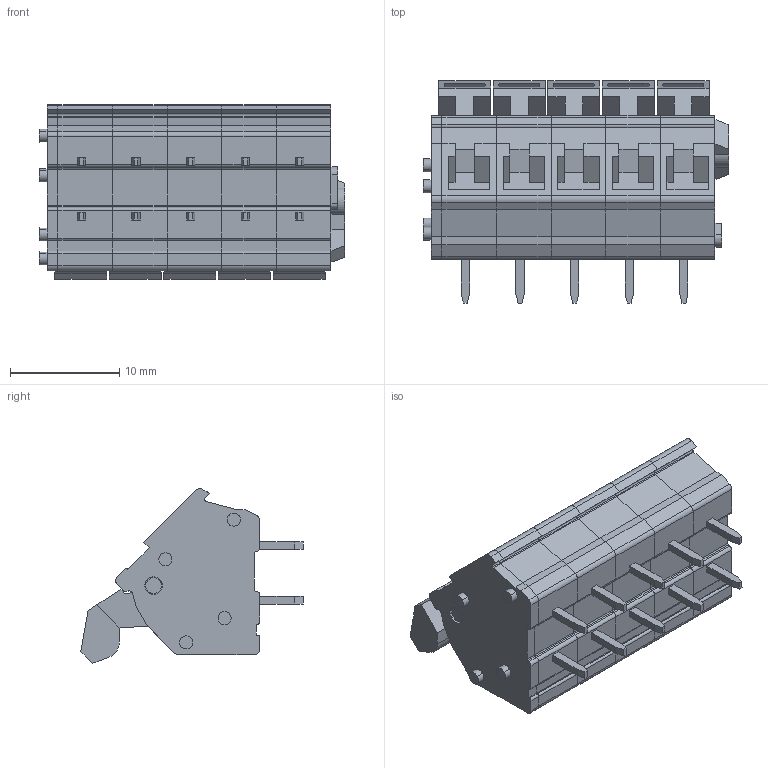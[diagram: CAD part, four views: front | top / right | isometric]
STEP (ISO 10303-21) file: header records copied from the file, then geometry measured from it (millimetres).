
FILE_DESCRIPTION (( 'STEP AP214' ), '1' );
FILE_NAME ('CUI_DEVICES_TBL005A-500-05GY-2BE.step', '2019-11-29T06:30:09', ( '' ), ( '' ), 'SwSTEP 2.0', 'SolidWorks 2019', '' );
FILE_SCHEMA (( 'AUTOMOTIVE_DESIGN' ));
Length unit declared in the file: millimetre
Products named in the file (4): TBL005A-500 - BODY_Gray; CUI_DEVICES_TBL005A-500-05GY-2BE; TBL005A-500 - END CAP_Gray; TBL005A-500 - PUSH BUTTON_Blue
Assembly tree (11 placements, depth 2):
  CUI_DEVICES_TBL005A-500-05GY-2BE
    TBL005A-500 - END CAP_Gray
    TBL005A-500 - BODY_Gray  x5
    TBL005A-500 - PUSH BUTTON_Blue  x5
Bounding box: 27.95 x 20.37 x 16 mm (x, y, z)
Volume: 3830.8 mm3; surface area: 4289.8 mm2
Topology: 12 solids, 12 shells, 638 faces, 1736 edges, 1152 vertices
Faces by surface type: plane 451, cylinder 187
Entity records: 7743 total; most frequent: CARTESIAN_POINT 987, DIRECTION 985, ORIENTED_EDGE 952, EDGE_CURVE 476, LINE 349, VECTOR 349, AXIS2_PLACEMENT_3D 318, VERTEX_POINT 316
